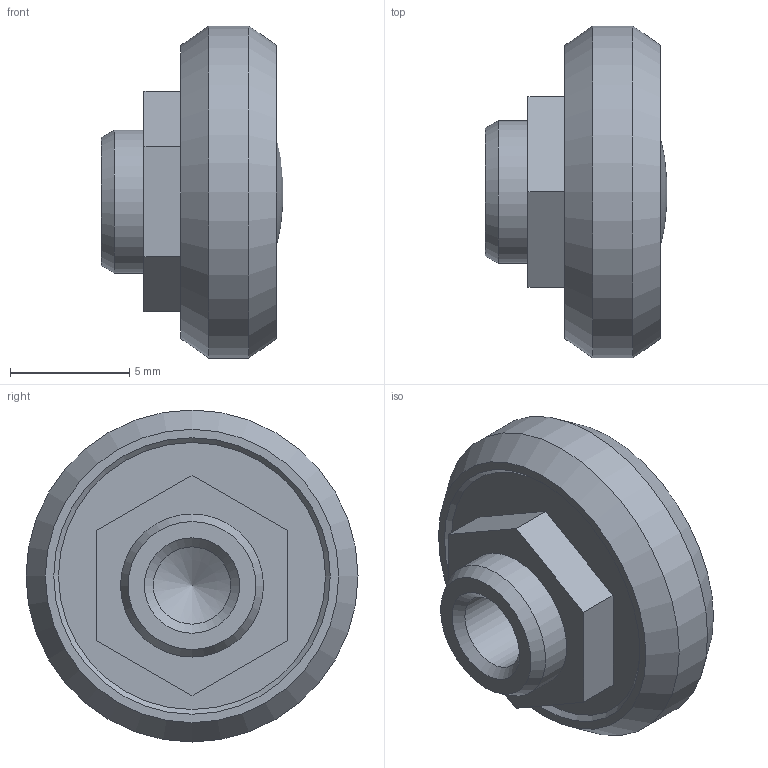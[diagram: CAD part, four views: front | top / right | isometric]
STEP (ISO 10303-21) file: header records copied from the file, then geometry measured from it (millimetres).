
FILE_DESCRIPTION(/* description */ ('STEP AP214'),/* implementation_level */ '2;1');
FILE_NAME(/* name */ 'CPA18-2RS',/* time_stamp */ '2024-08-06T11:28:30+02:00',/* author */ ('License CC BY-ND 4.0'),/* organization */ ('CADENAS'),/* preprocessor_version */ 'ST-DEVELOPER v19.3',/* originating_system */ 'PARTsolutions',/* authorisation */ ' ');
FILE_SCHEMA (('AUTOMOTIVE_DESIGN {1 0 10303 214 3 1 1}'));
Length unit declared in the file: millimetre
Products named in the file (1): CPA18-2RS
Bounding box: 7.63 x 13.93 x 13.93 mm (x, y, z)
Volume: 628.4 mm3; surface area: 578.6 mm2
Topology: 1 solids, 1 shells, 26 faces, 52 edges, 33 vertices
Faces by surface type: plane 13, cone 9, cylinder 3, torus 1
Full cylindrical faces by diameter (mm): 3.242 x1, 6 x1, 13.93 x1
Entity records: 796 total; most frequent: DIRECTION 108, CARTESIAN_POINT 95, ORIENTED_EDGE 72, FACE_BOUND 46, AXIS2_PLACEMENT_3D 45, EDGE_LOOP 44, EDGE_CURVE 36, VERTEX_POINT 32
